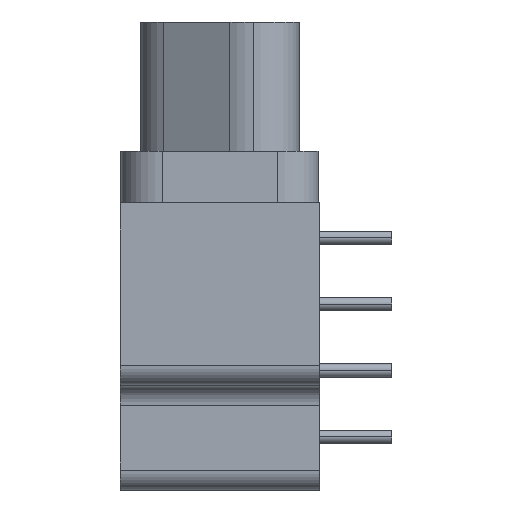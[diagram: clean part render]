
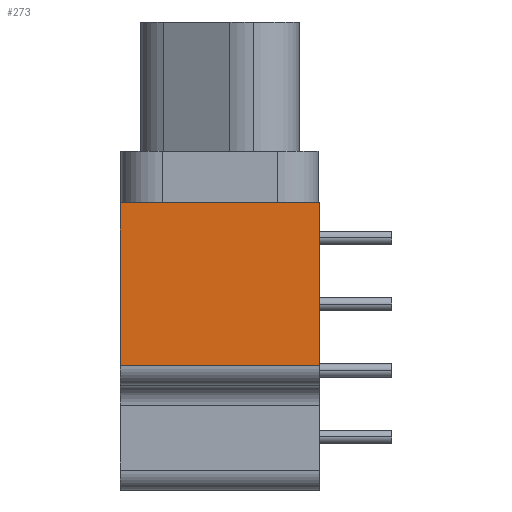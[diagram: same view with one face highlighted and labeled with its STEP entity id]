
A CAD part, left-side view. The second image highlights one B-rep face of the part: STEP entity #273.
In plain terms, the highlighted planar face has unit normal (-1, 0, 0).
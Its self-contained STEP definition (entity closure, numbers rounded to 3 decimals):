
#273=ADVANCED_FACE('',(#1242),#1243,.T.);
#1242=FACE_OUTER_BOUND('',#2814,.T.);
#1243=PLANE('',#2815);
#2814=EDGE_LOOP('',(#6218,#6219,#6220,#6221));
#2815=AXIS2_PLACEMENT_3D('',#6222,#6223,#6224);
#6218=ORIENTED_EDGE('',*,*,#10229,.F.);
#6219=ORIENTED_EDGE('',*,*,#10207,.T.);
#6220=ORIENTED_EDGE('',*,*,#10254,.T.);
#6221=ORIENTED_EDGE('',*,*,#10514,.F.);
#6222=CARTESIAN_POINT('',(-18.796,-3.81,-6.922));
#6223=DIRECTION('',(-1.0,0.0,0.0));
#6224=DIRECTION('',(0.0,0.0,1.0));
#10207=EDGE_CURVE('',#11998,#11996,#11999,.T.);
#10229=EDGE_CURVE('',#11998,#12040,#12041,.T.);
#10254=EDGE_CURVE('',#11996,#12082,#12084,.T.);
#10514=EDGE_CURVE('',#12040,#12082,#12512,.T.);
#11996=VERTEX_POINT('',#14585);
#11998=VERTEX_POINT('',#14588);
#11999=LINE('',#14589,#14590);
#12040=VERTEX_POINT('',#14644);
#12041=LINE('',#14645,#14646);
#12082=VERTEX_POINT('',#14697);
#12084=LINE('',#14699,#14700);
#12512=LINE('',#15226,#15227);
#14585=CARTESIAN_POINT('',(-18.796,3.81,-6.922));
#14588=CARTESIAN_POINT('',(-18.796,-3.81,-6.922));
#14589=CARTESIAN_POINT('',(-18.796,-3.81,-6.922));
#14590=VECTOR('',#17716,7.62);
#14644=CARTESIAN_POINT('',(-18.796,-3.81,-13.145));
#14645=CARTESIAN_POINT('',(-18.796,-3.81,-6.922));
#14646=VECTOR('',#17754,6.223);
#14697=CARTESIAN_POINT('',(-18.796,3.81,-13.145));
#14699=CARTESIAN_POINT('',(-18.796,3.81,-6.922));
#14700=VECTOR('',#17807,6.223);
#15226=CARTESIAN_POINT('',(-18.796,-3.81,-13.145));
#15227=VECTOR('',#18389,7.62);
#17716=DIRECTION('',(0.0,1.0,0.0));
#17754=DIRECTION('',(0.0,0.0,-1.0));
#17807=DIRECTION('',(0.0,0.0,-1.0));
#18389=DIRECTION('',(0.0,1.0,0.0));
